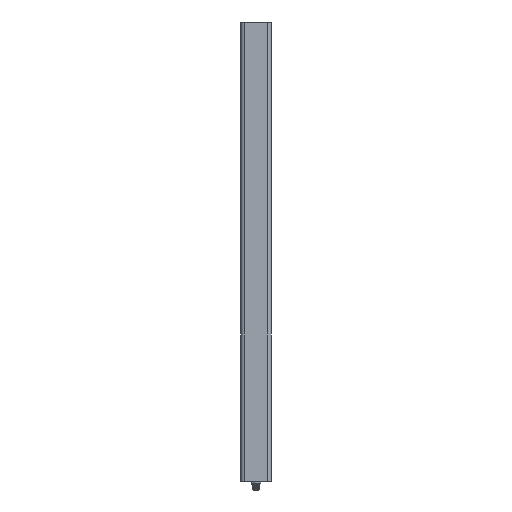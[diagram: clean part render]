
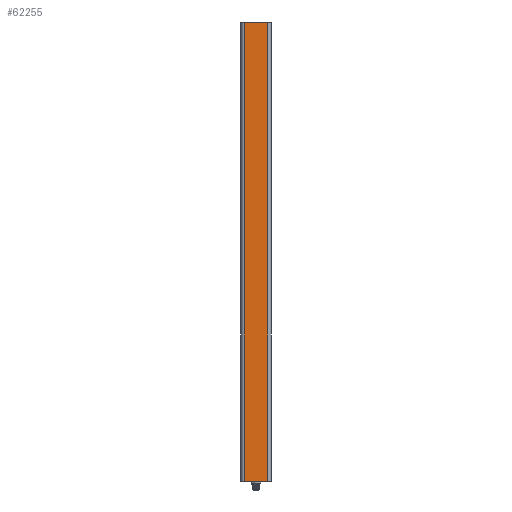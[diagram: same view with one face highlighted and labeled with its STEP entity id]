
A CAD part, front view. The second image highlights one B-rep face of the part: STEP entity #62255.
In plain terms, the highlighted planar face has unit normal (0, -1, 0).
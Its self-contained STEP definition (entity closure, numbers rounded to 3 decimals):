
#17325=DIRECTION('',(0.,0.,1.));
#17326=VECTOR('',#17325,896.52);
#17327=CARTESIAN_POINT('',(52.4,0.,-892.76));
#17328=LINE('',#17327,#17326);
#17343=DIRECTION('',(1.,0.,0.));
#17344=VECTOR('',#17343,45.4);
#17345=CARTESIAN_POINT('',(7.,0.,3.76));
#17346=LINE('',#17345,#17344);
#17347=DIRECTION('',(-1.,0.,0.));
#17348=VECTOR('',#17347,45.4);
#17349=CARTESIAN_POINT('',(52.4,0.,-892.76));
#17350=LINE('',#17349,#17348);
#17360=DIRECTION('',(0.,0.,-1.));
#17361=VECTOR('',#17360,896.52);
#17362=CARTESIAN_POINT('',(7.,0.,3.76));
#17363=LINE('',#17362,#17361);
#48812=CARTESIAN_POINT('',(52.4,0.,-892.76));
#48813=CARTESIAN_POINT('',(7.,0.,-892.76));
#48814=VERTEX_POINT('',#48812);
#48815=VERTEX_POINT('',#48813);
#49105=CARTESIAN_POINT('',(52.4,0.,3.76));
#49107=VERTEX_POINT('',#49105);
#49115=CARTESIAN_POINT('',(7.,0.,3.76));
#49116=VERTEX_POINT('',#49115);
#62241=CARTESIAN_POINT('',(0.,0.,-889.));
#62242=DIRECTION('',(0.,-1.,0.));
#62243=DIRECTION('',(1.,0.,0.));
#62244=AXIS2_PLACEMENT_3D('',#62241,#62242,#62243);
#62245=PLANE('',#62244);
#62247=ORIENTED_EDGE('',*,*,#62246,.F.);
#62249=ORIENTED_EDGE('',*,*,#62248,.T.);
#62250=ORIENTED_EDGE('',*,*,#62231,.F.);
#62252=ORIENTED_EDGE('',*,*,#62251,.T.);
#62253=EDGE_LOOP('',(#62247,#62249,#62250,#62252));
#62254=FACE_OUTER_BOUND('',#62253,.F.);
#62255=ADVANCED_FACE('',(#62254),#62245,.T.);
#62231=EDGE_CURVE('',#48814,#49107,#17328,.T.);
#62246=EDGE_CURVE('',#49116,#48815,#17363,.T.);
#62248=EDGE_CURVE('',#49116,#49107,#17346,.T.);
#62251=EDGE_CURVE('',#48814,#48815,#17350,.T.);
